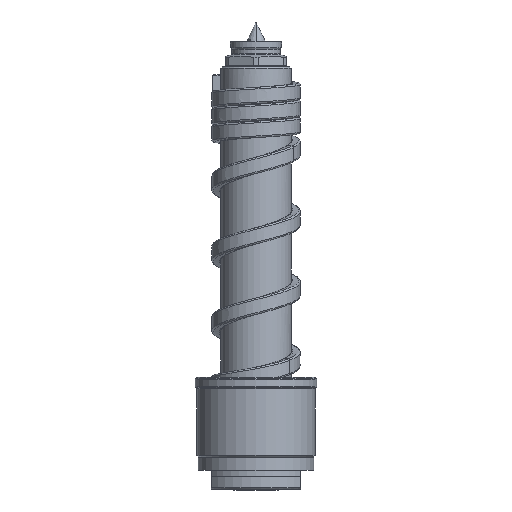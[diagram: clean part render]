
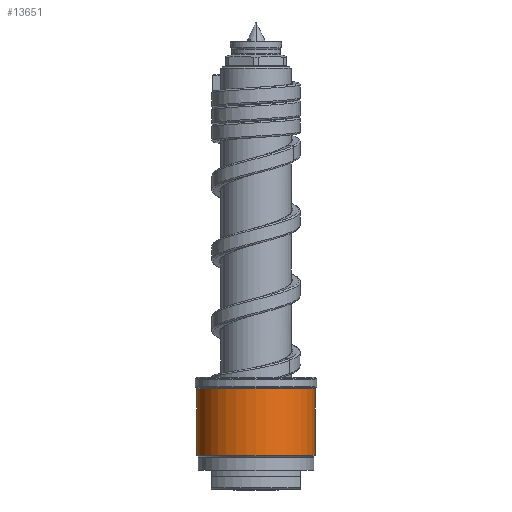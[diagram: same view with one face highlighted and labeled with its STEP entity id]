
A CAD part, front view. The second image highlights one B-rep face of the part: STEP entity #13651.
In plain terms, the highlighted cylindrical face has radius 18.5 mm (diameter 37 mm), a partial arc.
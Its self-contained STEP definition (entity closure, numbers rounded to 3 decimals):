
#4488=CARTESIAN_POINT('',(0.,0.,10.583));
#4489=DIRECTION('',(0.,0.,1.));
#4490=DIRECTION('',(-1.,0.,0.));
#4491=AXIS2_PLACEMENT_3D('',#4488,#4489,#4490);
#4493=DIRECTION('',(0.,0.,-1.));
#4494=VECTOR('',#4493,20.834);
#4495=CARTESIAN_POINT('',(-18.5,0.,31.417));
#4496=LINE('',#4495,#4494);
#4497=CARTESIAN_POINT('',(0.,0.,31.417));
#4498=DIRECTION('',(0.,0.,1.));
#4499=DIRECTION('',(-1.,0.,0.));
#4500=AXIS2_PLACEMENT_3D('',#4497,#4498,#4499);
#4502=DIRECTION('',(0.,0.,-1.));
#4503=VECTOR('',#4502,20.834);
#4504=CARTESIAN_POINT('',(18.5,0.,31.417));
#4505=LINE('',#4504,#4503);
#7266=CARTESIAN_POINT('',(18.5,0.,31.417));
#7267=CARTESIAN_POINT('',(-18.5,0.,31.417));
#7268=VERTEX_POINT('',#7266);
#7269=VERTEX_POINT('',#7267);
#7292=CARTESIAN_POINT('',(18.5,0.,10.583));
#7293=VERTEX_POINT('',#7292);
#7294=CARTESIAN_POINT('',(-18.5,0.,10.583));
#7295=VERTEX_POINT('',#7294);
#13639=CARTESIAN_POINT('',(0.,0.,8.75));
#13640=DIRECTION('',(0.,0.,1.));
#13641=DIRECTION('',(-1.,0.,0.));
#13642=AXIS2_PLACEMENT_3D('',#13639,#13640,#13641);
#13643=CYLINDRICAL_SURFACE('',#13642,18.5);
#13644=ORIENTED_EDGE('',*,*,#11344,.F.);
#13645=ORIENTED_EDGE('',*,*,#11325,.F.);
#13647=ORIENTED_EDGE('',*,*,#13646,.T.);
#13648=ORIENTED_EDGE('',*,*,#11321,.T.);
#13649=EDGE_LOOP('',(#13644,#13645,#13647,#13648));
#13650=FACE_OUTER_BOUND('',#13649,.F.);
#4492=CIRCLE('',#4491,18.5);
#4501=CIRCLE('',#4500,18.5);
#11321=EDGE_CURVE('',#7268,#7293,#4505,.T.);
#11325=EDGE_CURVE('',#7269,#7295,#4496,.T.);
#11344=EDGE_CURVE('',#7295,#7293,#4492,.T.);
#13646=EDGE_CURVE('',#7269,#7268,#4501,.T.);
#13651=ADVANCED_FACE('',(#13650),#13643,.T.);
